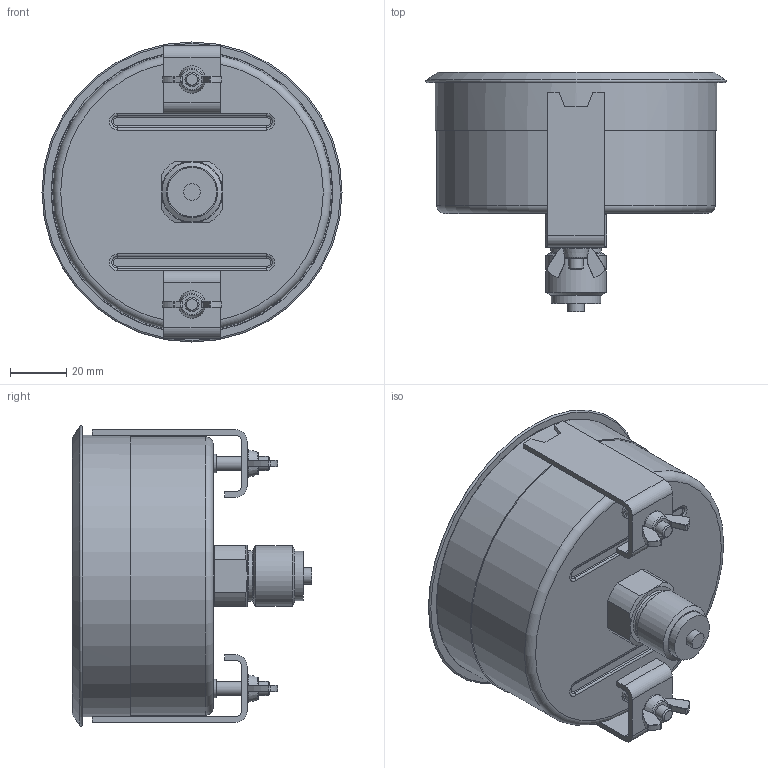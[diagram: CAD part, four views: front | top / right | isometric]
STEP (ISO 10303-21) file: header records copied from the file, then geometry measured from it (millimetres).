
FILE_DESCRIPTION(/* description */ (''),/* implementation_level */ '2;1');
FILE_NAME(/* name */ 'KP100_D451_351XX451.stp',/* time_stamp */ '2017-12-21T11:53:10+01:00',/* author */ ('acgl'),/* organization */ (''),/* preprocessor_version */ 'ST-DEVELOPER v15.6',/* originating_system */ 'Autodesk Inventor 2015',/* authorisation */ '');
FILE_SCHEMA (('AUTOMOTIVE_DESIGN { 1 0 10303 214 3 1 1 }'));
Length unit declared in the file: centimetre
Products named in the file (1): KP100_D451_351XX451
Bounding box: 106.68 x 85.2 x 106.68 mm (x, y, z)
Volume: 376723.3 mm3; surface area: 51194.7 mm2
Topology: 1 solids, 2 shells, 269 faces, 630 edges, 384 vertices
Faces by surface type: cylinder 94, torus 85, plane 69, cone 17, bspline 4
Full cylindrical faces by diameter (mm): 5 x4, 6 x1, 6.5 x3, 17.5 x1, 18 x1, 21 x1, 21.36 x1, 97 x1, 99 x2, 100 x1
Entity records: 8153 total; most frequent: CARTESIAN_POINT 1694, DIRECTION 1380, ORIENTED_EDGE 1180, EDGE_CURVE 589, AXIS2_PLACEMENT_3D 589, VERTEX_POINT 377, EDGE_LOOP 326, CIRCLE 323
